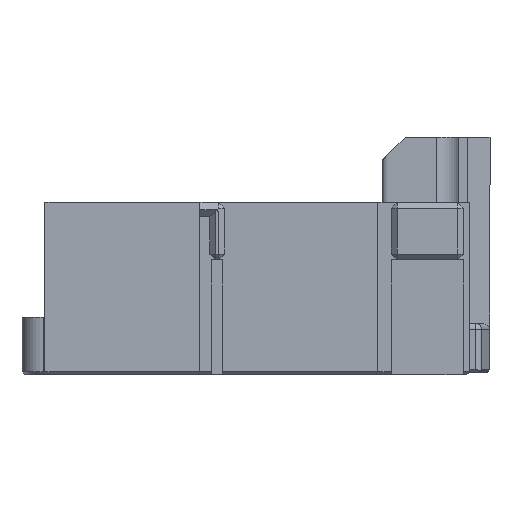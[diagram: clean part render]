
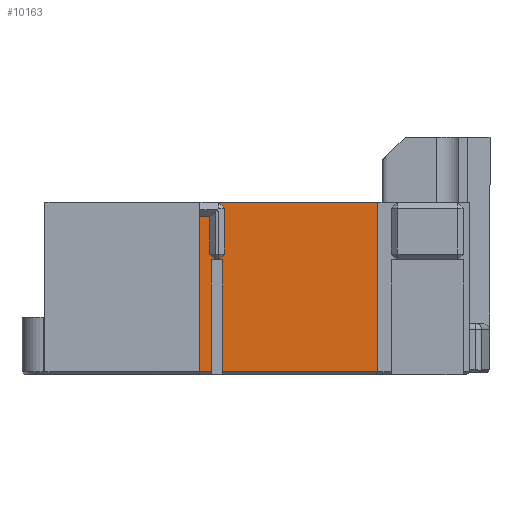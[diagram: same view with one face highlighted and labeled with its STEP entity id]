
A CAD part, left-side view. The second image highlights one B-rep face of the part: STEP entity #10163.
In plain terms, the highlighted planar face has unit normal (-1, 0, 0).
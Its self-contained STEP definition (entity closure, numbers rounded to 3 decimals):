
#1150=FACE_OUTER_BOUND('',#1757,.T.);
#1757=EDGE_LOOP('',(#8845,#8846,#8847,#8848));
#2727=LINE('',#17094,#3818);
#2754=LINE('',#17147,#3845);
#2763=LINE('',#17165,#3854);
#2764=LINE('',#17166,#3855);
#3818=VECTOR('',#13377,10.);
#3845=VECTOR('',#13424,10.);
#3854=VECTOR('',#13435,10.);
#3855=VECTOR('',#13436,10.);
#4805=VERTEX_POINT('',#17091);
#4806=VERTEX_POINT('',#17093);
#4822=VERTEX_POINT('',#17146);
#4830=VERTEX_POINT('',#17164);
#6164=EDGE_CURVE('',#4805,#4806,#2727,.T.);
#6191=EDGE_CURVE('',#4806,#4822,#2754,.T.);
#6200=EDGE_CURVE('',#4805,#4830,#2763,.T.);
#6201=EDGE_CURVE('',#4830,#4822,#2764,.T.);
#8845=ORIENTED_EDGE('',*,*,#6164,.F.);
#8846=ORIENTED_EDGE('',*,*,#6200,.T.);
#8847=ORIENTED_EDGE('',*,*,#6201,.T.);
#8848=ORIENTED_EDGE('',*,*,#6191,.F.);
#9589=PLANE('',#11031);
#10163=ADVANCED_FACE('',(#1150),#9589,.T.);
#11031=AXIS2_PLACEMENT_3D('',#17163,#13433,#13434);
#13377=DIRECTION('',(0.,1.,0.));
#13424=DIRECTION('',(0.,0.,1.));
#13433=DIRECTION('center_axis',(-1.,0.,
0.));
#13434=DIRECTION('ref_axis',(0.,0.,
1.));
#13435=DIRECTION('',(0.,0.,1.));
#13436=DIRECTION('',(0.,1.,0.));
#17091=CARTESIAN_POINT('',(-49.899,68.273,-0.5));
#17093=CARTESIAN_POINT('',(-49.9,99.297,-0.5));
#17094=CARTESIAN_POINT('',(-49.899,75.797,-0.5));
#17146=CARTESIAN_POINT('',(-49.9,99.297,28.998));
#17147=CARTESIAN_POINT('',(-49.9,99.297,13.249));
#17163=CARTESIAN_POINT('Origin',(-49.9,99.297,-1.));
#17164=CARTESIAN_POINT('',(-49.9,68.273,28.998));
#17165=CARTESIAN_POINT('',(-49.899,68.273,-1.));
#17166=CARTESIAN_POINT('',(-49.9,99.797,28.998));
